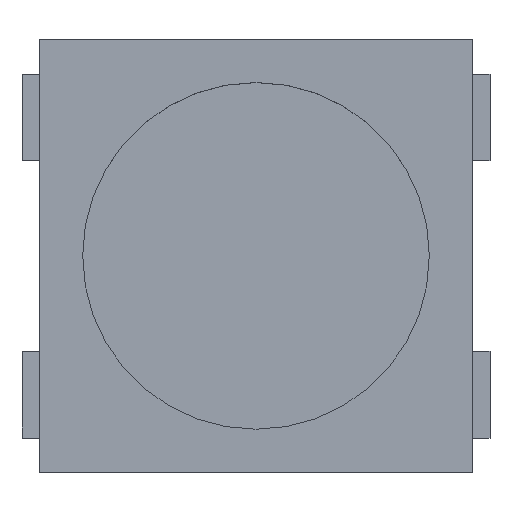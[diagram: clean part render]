
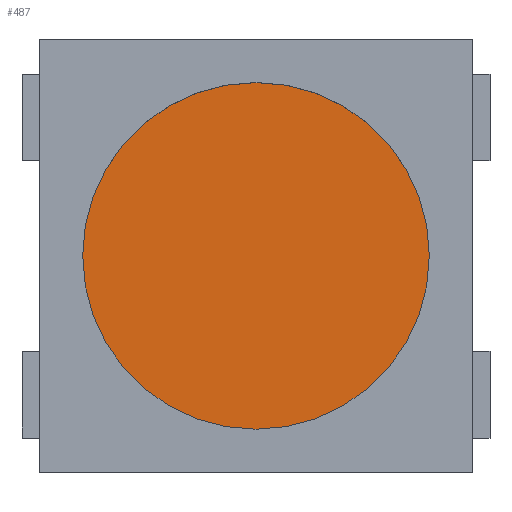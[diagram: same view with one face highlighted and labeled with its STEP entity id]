
A CAD part, top view. The second image highlights one B-rep face of the part: STEP entity #487.
In plain terms, the highlighted planar face has unit normal (0, 0, 1).
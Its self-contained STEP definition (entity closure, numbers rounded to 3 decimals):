
#23=CIRCLE('',#527,2.);
#43=FACE_OUTER_BOUND('',#67,.T.);
#67=EDGE_LOOP('',(#381));
#233=VERTEX_POINT('',#765);
#290=EDGE_CURVE('',#233,#233,#23,.T.);
#381=ORIENTED_EDGE('',*,*,#290,.F.);
#444=PLANE('',#528);
#487=ADVANCED_FACE('',(#43),#444,.T.);
#527=AXIS2_PLACEMENT_3D('',#767,#629,#630);
#528=AXIS2_PLACEMENT_3D('',#768,#631,#632);
#629=DIRECTION('center_axis',(0.,0.,-1.));
#630=DIRECTION('ref_axis',(-1.,0.,0.));
#631=DIRECTION('center_axis',(0.,0.,1.));
#632=DIRECTION('ref_axis',(-1.,0.,0.));
#765=CARTESIAN_POINT('',(2.,0.,1.));
#767=CARTESIAN_POINT('Origin',(0.,0.,1.));
#768=CARTESIAN_POINT('Origin',(0.,0.,1.));
